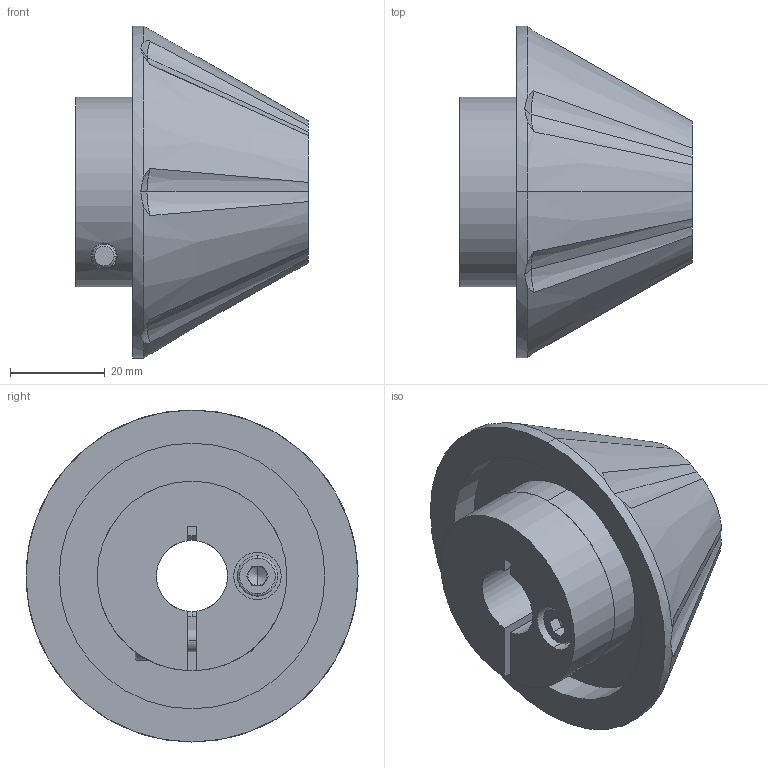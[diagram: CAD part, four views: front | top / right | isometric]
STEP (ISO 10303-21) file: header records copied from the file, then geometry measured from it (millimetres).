
FILE_DESCRIPTION (( 'STEP AP214' ), '1' );
FILE_NAME ('EL II-15-F-71.STEP', '2019-11-08T06:54:34', ( '' ), ( '' ), 'SwSTEP 2.0', 'SolidWorks 2019', '' );
FILE_SCHEMA (( 'AUTOMOTIVE_DESIGN' ));
Length unit declared in the file: millimetre
Products named in the file (1): EL II-15-F-71
Bounding box: 49 x 70 x 70 mm (x, y, z)
Volume: 77491.3 mm3; surface area: 21052 mm2
Topology: 4 solids, 4 shells, 127 faces, 298 edges, 182 vertices
Faces by surface type: cone 45, plane 43, cylinder 31, torus 8
Entity records: 5288 total; most frequent: CARTESIAN_POINT 951, DIRECTION 615, ORIENTED_EDGE 584, EDGE_CURVE 292, AXIS2_PLACEMENT_3D 247, VERTEX_POINT 182, EDGE_LOOP 144, UNCERTAINTY_MEASURE_WITH_UNIT 133
